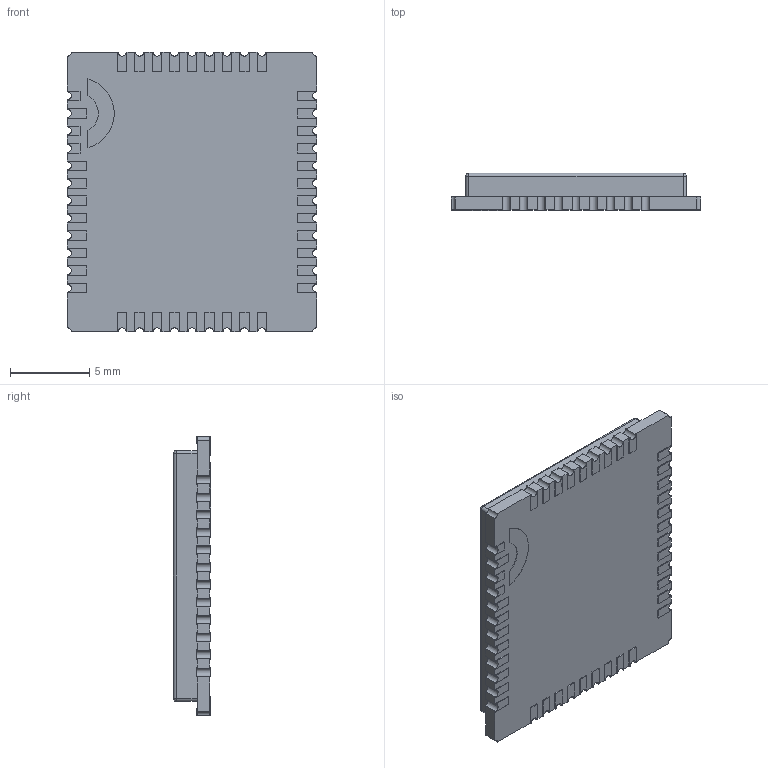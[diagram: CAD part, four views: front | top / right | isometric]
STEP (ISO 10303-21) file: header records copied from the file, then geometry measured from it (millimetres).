
FILE_DESCRIPTION (( 'STEP AP214' ), '1' );
FILE_NAME ('SIM7020E.STEP', '2023-10-29T00:34:43', ( '' ), ( '' ), 'SwSTEP 2.0', 'SolidWorks 2022', '' );
FILE_SCHEMA (( 'AUTOMOTIVE_DESIGN' ));
Length unit declared in the file: millimetre
Products named in the file (1): SIM7020E
Bounding box: 15.7 x 2.35 x 17.6 mm (x, y, z)
Volume: 548.3 mm3; surface area: 703.7 mm2
Topology: 1 solids, 1 shells, 464 faces, 1369 edges, 906 vertices
Faces by surface type: plane 393, cylinder 67, sphere 4
Entity records: 20365 total; most frequent: CARTESIAN_POINT 2736, ORIENTED_EDGE 2730, DIRECTION 2429, EDGE_CURVE 1365, LINE 1231, VECTOR 1231, VERTEX_POINT 906, AXIS2_PLACEMENT_3D 599
